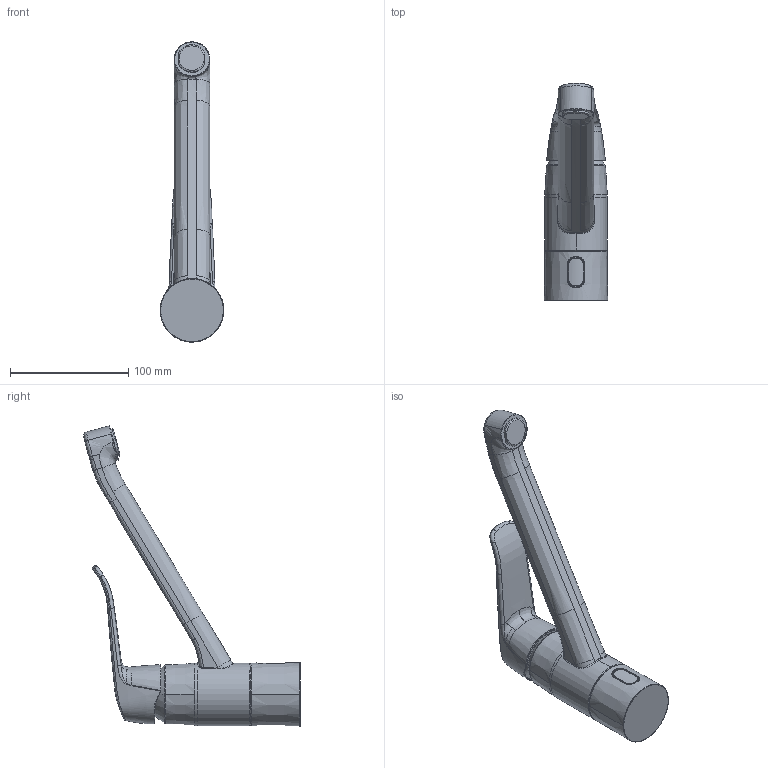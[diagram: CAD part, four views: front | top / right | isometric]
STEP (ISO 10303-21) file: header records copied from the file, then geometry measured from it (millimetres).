
FILE_DESCRIPTION (( 'STEP AP203' ), '1' );
FILE_NAME ('5730FTZ(2023)+5730FZ(2023)+46132009(2023)+46132209(2023).STEP', '2023-04-21T05:02:08', ( '' ), ( '' ), 'SwSTEP 2.0', 'SolidWorks 2016', '' );
FILE_SCHEMA (( 'CONFIG_CONTROL_DESIGN' ));
Length unit declared in the file: millimetre
Products named in the file (1): 5730FTZ(2023)+5730FZ(2023)+46132009(2023)+46132209(2023)
Bounding box: 53.72 x 183.47 x 253.95 mm (x, y, z)
Volume: 467709.3 mm3; surface area: 56657.9 mm2
Topology: 1 solids, 1 shells, 248 faces, 603 edges, 363 vertices
Faces by surface type: bspline 186, plane 31, cylinder 18, cone 7, torus 6
Entity records: 23996 total; most frequent: CARTESIAN_POINT 19633, ORIENTED_EDGE 1206, EDGE_CURVE 603, DIRECTION 417, B_SPLINE_CURVE_WITH_KNOTS 392, VERTEX_POINT 363, EDGE_LOOP 254, FACE_OUTER_BOUND 248
